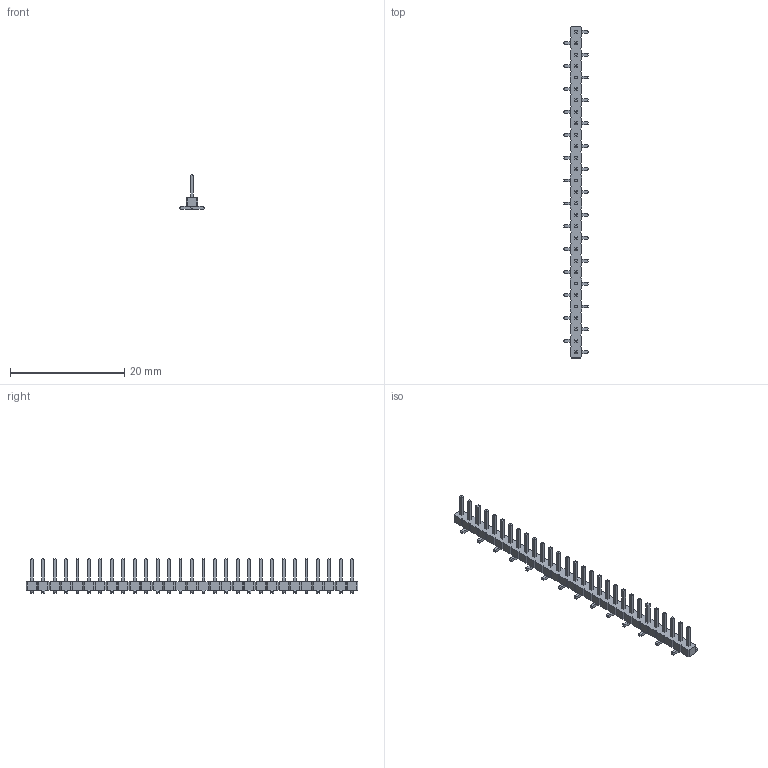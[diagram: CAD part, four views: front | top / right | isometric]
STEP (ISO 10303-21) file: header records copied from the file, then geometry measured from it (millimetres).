
FILE_DESCRIPTION(/* description */ ('model of PinHeader_1x29_P2.00mm_Vertical_SMD_Pin1Right'),/* implementation_level */ '2;1');
FILE_NAME(/* name */ 'PinHeader_1x29_P2.00mm_Vertical_SMD_Pin1Right.step',/* time_stamp */ '2018-01-24T12:12:17',/* author */ ('kicad StepUp','ksu'),/* organization */ ('FreeCAD'),/* preprocessor_version */ 'OCC',/* originating_system */ 'kicad StepUp',/* authorisation */ '');
FILE_SCHEMA(('AUTOMOTIVE_DESIGN { 1 0 10303 214 1 1 1 1 }'));
Length unit declared in the file: millimetre
Products named in the file (2): PinHeader_1x29_P200mm_Vertical_SMD_Pin1Right; Shape0_45821431977
Bounding box: 4.2 x 58 x 6 mm (x, y, z)
Volume: 225.9 mm3; surface area: 874.2 mm2
Topology: 30 solids, 30 shells, 671 faces, 1601 edges, 990 vertices
Faces by surface type: plane 642, cylinder 29
Entity records: 12109 total; most frequent: ORIENTED_EDGE 2475, CARTESIAN_POINT 1863, EDGE_CURVE 1601, LINE 1543, VERTEX_POINT 990, AXIS2_PLACEMENT_3D 716, ADVANCED_FACE 671, FACE_BOUND 671
